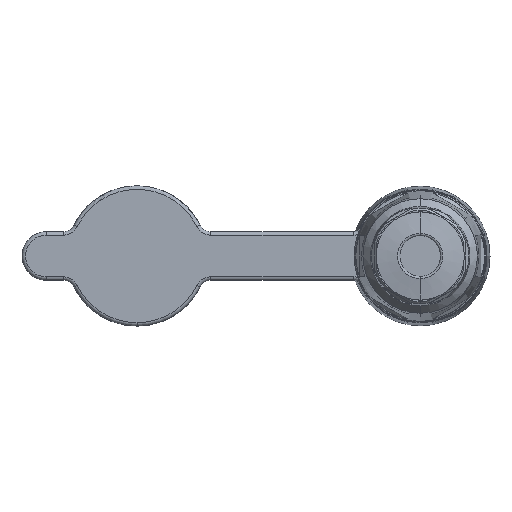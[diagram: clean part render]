
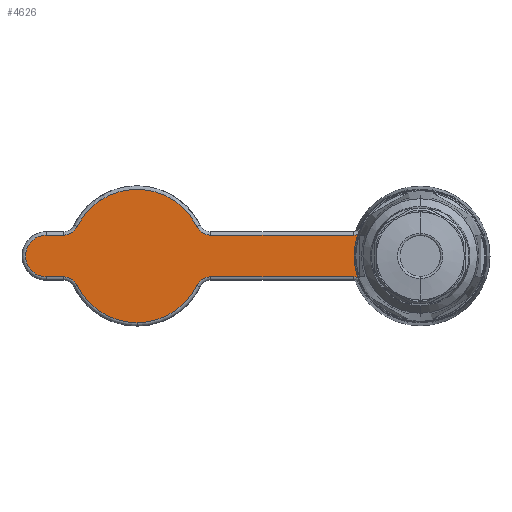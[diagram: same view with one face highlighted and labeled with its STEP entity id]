
A CAD part, left-side view. The second image highlights one B-rep face of the part: STEP entity #4626.
In plain terms, the highlighted face is planar.
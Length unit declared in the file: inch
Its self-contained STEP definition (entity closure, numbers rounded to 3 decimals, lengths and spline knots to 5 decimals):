
#35 = CARTESIAN_POINT ( 'NONE',  ( 5.62205, -0.07283, 1.32382 ) ) ;
#96 = AXIS2_PLACEMENT_3D ( 'NONE', #5222, #915, #3919 ) ;
#190 = CIRCLE ( 'NONE', #4770, 0.22638 ) ;
#211 = CIRCLE ( 'NONE', #1822, 1.32382 ) ;
#268 = DIRECTION ( 'NONE',  ( 0., 1., 0. ) ) ;
#285 = DIRECTION ( 'NONE',  ( 0., -1., 0. ) ) ;
#451 = EDGE_CURVE ( 'NONE', #2126, #920, #5461, .T. ) ;
#453 = ORIENTED_EDGE ( 'NONE', *, *, #4999, .T. ) ;
#474 = CIRCLE ( 'NONE', #4796, 0.30512 ) ;
#529 = ORIENTED_EDGE ( 'NONE', *, *, #3615, .T. ) ;
#610 = FACE_OUTER_BOUND ( 'NONE', #2761, .T. ) ;
#646 = EDGE_CURVE ( 'NONE', #2560, #5441, #5384, .T. ) ;
#681 = ORIENTED_EDGE ( 'NONE', *, *, #1933, .T. ) ;
#723 = CARTESIAN_POINT ( 'NONE',  ( 7.42323, -0.07283, -0.41339 ) ) ;
#761 = AXIS2_PLACEMENT_3D ( 'NONE', #2896, #285, #3329 ) ;
#795 = ORIENTED_EDGE ( 'NONE', *, *, #2409, .T. ) ;
#824 = VECTOR ( 'NONE', #2347, 39.37008 ) ;
#915 = DIRECTION ( 'NONE',  ( 0., 1., 0. ) ) ;
#919 = ORIENTED_EDGE ( 'NONE', *, *, #2906, .T. ) ;
#920 = VERTEX_POINT ( 'NONE', #2200 ) ;
#952 = DIRECTION ( 'NONE',  ( 0., -1., 0. ) ) ;
#996 = CARTESIAN_POINT ( 'NONE',  ( 5.62205, -0.07283, 0. ) ) ;
#1267 = VERTEX_POINT ( 'NONE', #3332 ) ;
#1329 = DIRECTION ( 'NONE',  ( 0., 1., 0. ) ) ;
#1340 = CARTESIAN_POINT ( 'NONE',  ( 4.16013, -0.07283, 0.7185 ) ) ;
#1431 = DIRECTION ( 'NONE',  ( 0., 0., 1. ) ) ;
#1442 = VERTEX_POINT ( 'NONE', #2634 ) ;
#1484 = VERTEX_POINT ( 'NONE', #3476 ) ;
#1528 = EDGE_CURVE ( 'NONE', #4786, #2560, #5446, .T. ) ;
#1715 = DIRECTION ( 'NONE',  ( -1., 0., 0. ) ) ;
#1741 = EDGE_CURVE ( 'NONE', #4480, #3429, #474, .T. ) ;
#1780 = DIRECTION ( 'NONE',  ( 0., 0., 1. ) ) ;
#1804 = DIRECTION ( 'NONE',  ( 0., 1., 0. ) ) ;
#1818 = DIRECTION ( 'NONE',  ( 1., 0., 0. ) ) ;
#1822 = AXIS2_PLACEMENT_3D ( 'NONE', #2601, #5626, #3029 ) ;
#1858 = VECTOR ( 'NONE', #1818, 39.37008 ) ;
#1884 = CARTESIAN_POINT ( 'NONE',  ( 0., -0.07283, 0.41339 ) ) ;
#1891 = CARTESIAN_POINT ( 'NONE',  ( 7.42323, -0.07283, -0.41339 ) ) ;
#1897 = CARTESIAN_POINT ( 'NONE',  ( 7.08396, -0.07283, 0.7185 ) ) ;
#1933 = EDGE_CURVE ( 'NONE', #1267, #2126, #4273, .T. ) ;
#1958 = CARTESIAN_POINT ( 'NONE',  ( 1.32182, -0.07283, 0.63976 ) ) ;
#1991 = ORIENTED_EDGE ( 'NONE', *, *, #5215, .T. ) ;
#2126 = VERTEX_POINT ( 'NONE', #723 ) ;
#2178 = ORIENTED_EDGE ( 'NONE', *, *, #646, .T. ) ;
#2182 = VECTOR ( 'NONE', #1715, 39.37008 ) ;
#2200 = CARTESIAN_POINT ( 'NONE',  ( 7.42323, -0.07283, 0.41339 ) ) ;
#2297 = ORIENTED_EDGE ( 'NONE', *, *, #3367, .T. ) ;
#2344 = EDGE_CURVE ( 'NONE', #1442, #2820, #3916, .T. ) ;
#2346 = AXIS2_PLACEMENT_3D ( 'NONE', #1958, #4968, #2398 ) ;
#2347 = DIRECTION ( 'NONE',  ( 1., 0., 0. ) ) ;
#2354 = DIRECTION ( 'NONE',  ( 0., 0., 1. ) ) ;
#2360 = CARTESIAN_POINT ( 'NONE',  ( 1.32182, -0.07283, -0.63976 ) ) ;
#2398 = DIRECTION ( 'NONE',  ( 0., 0., 1. ) ) ;
#2409 = EDGE_CURVE ( 'NONE', #1484, #4786, #190, .T. ) ;
#2430 = AXIS2_PLACEMENT_3D ( 'NONE', #1897, #4914, #2354 ) ;
#2524 = CIRCLE ( 'NONE', #3673, 0.30512 ) ;
#2525 = VECTOR ( 'NONE', #3167, 39.37008 ) ;
#2560 = VERTEX_POINT ( 'NONE', #4629 ) ;
#2601 = CARTESIAN_POINT ( 'NONE',  ( 5.62205, -0.07283, 0. ) ) ;
#2634 = CARTESIAN_POINT ( 'NONE',  ( 6.81013, -0.07283, 0.58392 ) ) ;
#2741 = EDGE_CURVE ( 'NONE', #5419, #1484, #4944, .T. ) ;
#2761 = EDGE_LOOP ( 'NONE', ( #453, #5400, #4934, #795, #4523, #2178, #2297, #4033, #681, #4306, #1991, #919, #2971, #529, #4912 ) ) ;
#2784 = DIRECTION ( 'NONE',  ( 0., 0., 1. ) ) ;
#2810 = EDGE_CURVE ( 'NONE', #4134, #1267, #2524, .T. ) ;
#2820 = VERTEX_POINT ( 'NONE', #35 ) ;
#2828 = AXIS2_PLACEMENT_3D ( 'NONE', #3897, #1329, #4350 ) ;
#2851 = AXIS2_PLACEMENT_3D ( 'NONE', #3541, #952, #3957 ) ;
#2881 = CARTESIAN_POINT ( 'NONE',  ( 4.16013, -0.07283, -0.7185 ) ) ;
#2896 = CARTESIAN_POINT ( 'NONE',  ( 5.62205, -0.07283, 0. ) ) ;
#2906 = EDGE_CURVE ( 'NONE', #4881, #1442, #5429, .T. ) ;
#2932 = CARTESIAN_POINT ( 'NONE',  ( 7.08396, -0.07283, 0.41339 ) ) ;
#2962 = CARTESIAN_POINT ( 'NONE',  ( 4.43397, -0.07283, 0.58392 ) ) ;
#2971 = ORIENTED_EDGE ( 'NONE', *, *, #2344, .T. ) ;
#2988 = LINE ( 'NONE', #1884, #2525 ) ;
#3029 = DIRECTION ( 'NONE',  ( 0., 0., 1. ) ) ;
#3118 = CARTESIAN_POINT ( 'NONE',  ( 6.81013, -0.07283, -0.58392 ) ) ;
#3167 = DIRECTION ( 'NONE',  ( -1., 0., 0. ) ) ;
#3274 = EDGE_CURVE ( 'NONE', #5319, #5419, #4286, .T. ) ;
#3311 = DIRECTION ( 'NONE',  ( 0., 0., 1. ) ) ;
#3312 = AXIS2_PLACEMENT_3D ( 'NONE', #2881, #268, #3311 ) ;
#3329 = DIRECTION ( 'NONE',  ( 0., 0., 1. ) ) ;
#3332 = CARTESIAN_POINT ( 'NONE',  ( 7.08396, -0.07283, -0.41339 ) ) ;
#3357 = CARTESIAN_POINT ( 'NONE',  ( 4.16013, -0.07283, 0.41339 ) ) ;
#3367 = EDGE_CURVE ( 'NONE', #5441, #4134, #4896, .T. ) ;
#3429 = VERTEX_POINT ( 'NONE', #3357 ) ;
#3476 = CARTESIAN_POINT ( 'NONE',  ( 1.23879, -0.07283, -0.42916 ) ) ;
#3502 = PLANE ( 'NONE',  #96 ) ;
#3541 = CARTESIAN_POINT ( 'NONE',  ( 7.42323, -0.07283, 0. ) ) ;
#3589 = LINE ( 'NONE', #4737, #2182 ) ;
#3602 = AXIS2_PLACEMENT_3D ( 'NONE', #996, #4005, #1431 ) ;
#3615 = EDGE_CURVE ( 'NONE', #2820, #4480, #211, .T. ) ;
#3673 = AXIS2_PLACEMENT_3D ( 'NONE', #4392, #1804, #4825 ) ;
#3897 = CARTESIAN_POINT ( 'NONE',  ( 0., -0.07283, 0. ) ) ;
#3916 = CIRCLE ( 'NONE', #3602, 1.32382 ) ;
#3919 = DIRECTION ( 'NONE',  ( 0., 0., 1. ) ) ;
#3957 = DIRECTION ( 'NONE',  ( 0., 0., 1. ) ) ;
#4005 = DIRECTION ( 'NONE',  ( 0., -1., 0. ) ) ;
#4033 = ORIENTED_EDGE ( 'NONE', *, *, #2810, .T. ) ;
#4082 = CARTESIAN_POINT ( 'NONE',  ( 1.32182, -0.07283, 0.41339 ) ) ;
#4134 = VERTEX_POINT ( 'NONE', #3118 ) ;
#4273 = LINE ( 'NONE', #1891, #824 ) ;
#4286 = CIRCLE ( 'NONE', #2346, 0.22638 ) ;
#4306 = ORIENTED_EDGE ( 'NONE', *, *, #451, .T. ) ;
#4350 = DIRECTION ( 'NONE',  ( 0., 0., 1. ) ) ;
#4366 = DIRECTION ( 'NONE',  ( 0., 1., 0. ) ) ;
#4392 = CARTESIAN_POINT ( 'NONE',  ( 7.08396, -0.07283, -0.7185 ) ) ;
#4480 = VERTEX_POINT ( 'NONE', #2962 ) ;
#4523 = ORIENTED_EDGE ( 'NONE', *, *, #1528, .T. ) ;
#4543 = CARTESIAN_POINT ( 'NONE',  ( 1.32182, -0.07283, -0.41339 ) ) ;
#4626 = ADVANCED_FACE ( 'NONE', ( #610 ), #3502, .F. ) ;
#4629 = CARTESIAN_POINT ( 'NONE',  ( 4.16013, -0.07283, -0.41339 ) ) ;
#4737 = CARTESIAN_POINT ( 'NONE',  ( 0., -0.07283, 0.41339 ) ) ;
#4770 = AXIS2_PLACEMENT_3D ( 'NONE', #2360, #5365, #2784 ) ;
#4786 = VERTEX_POINT ( 'NONE', #4543 ) ;
#4796 = AXIS2_PLACEMENT_3D ( 'NONE', #1340, #4366, #1780 ) ;
#4825 = DIRECTION ( 'NONE',  ( 0., 0., 1. ) ) ;
#4881 = VERTEX_POINT ( 'NONE', #2932 ) ;
#4896 = CIRCLE ( 'NONE', #761, 1.32382 ) ;
#4912 = ORIENTED_EDGE ( 'NONE', *, *, #1741, .T. ) ;
#4914 = DIRECTION ( 'NONE',  ( 0., 1., 0. ) ) ;
#4934 = ORIENTED_EDGE ( 'NONE', *, *, #2741, .T. ) ;
#4944 = CIRCLE ( 'NONE', #2828, 1.31102 ) ;
#4968 = DIRECTION ( 'NONE',  ( 0., 1., 0. ) ) ;
#4999 = EDGE_CURVE ( 'NONE', #3429, #5319, #3589, .T. ) ;
#5125 = CARTESIAN_POINT ( 'NONE',  ( 1.23879, -0.07283, 0.42916 ) ) ;
#5215 = EDGE_CURVE ( 'NONE', #920, #4881, #2988, .T. ) ;
#5222 = CARTESIAN_POINT ( 'NONE',  ( 0., -0.07283, 0. ) ) ;
#5270 = CARTESIAN_POINT ( 'NONE',  ( 4.16013, -0.07283, -0.41339 ) ) ;
#5319 = VERTEX_POINT ( 'NONE', #4082 ) ;
#5365 = DIRECTION ( 'NONE',  ( 0., 1., 0. ) ) ;
#5384 = CIRCLE ( 'NONE', #3312, 0.30512 ) ;
#5400 = ORIENTED_EDGE ( 'NONE', *, *, #3274, .T. ) ;
#5419 = VERTEX_POINT ( 'NONE', #5125 ) ;
#5429 = CIRCLE ( 'NONE', #2430, 0.30512 ) ;
#5441 = VERTEX_POINT ( 'NONE', #5582 ) ;
#5446 = LINE ( 'NONE', #5270, #1858 ) ;
#5461 = CIRCLE ( 'NONE', #2851, 0.41339 ) ;
#5582 = CARTESIAN_POINT ( 'NONE',  ( 4.43397, -0.07283, -0.58392 ) ) ;
#5626 = DIRECTION ( 'NONE',  ( 0., -1., 0. ) ) ;
